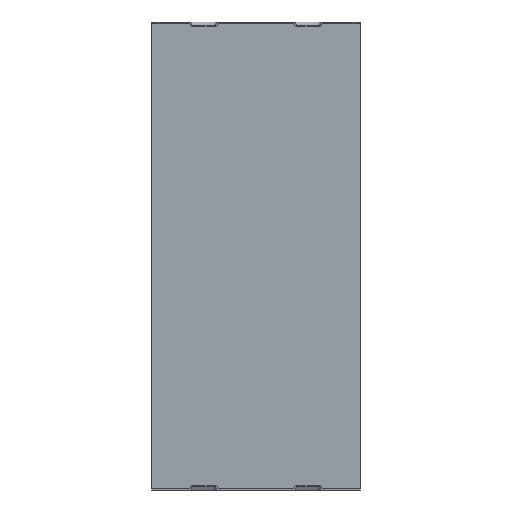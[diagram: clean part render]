
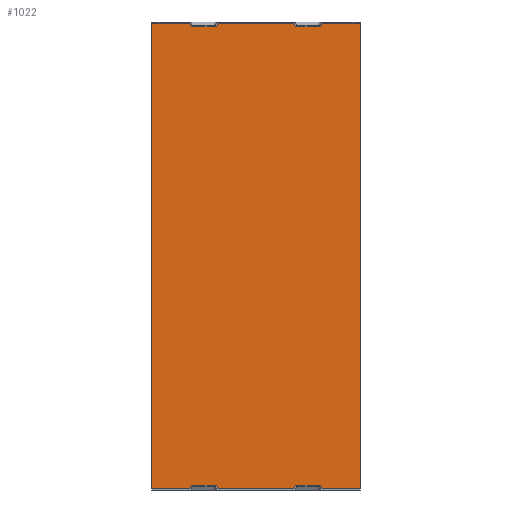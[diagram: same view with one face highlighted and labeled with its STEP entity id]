
A CAD part, front view. The second image highlights one B-rep face of the part: STEP entity #1022.
In plain terms, the highlighted planar face has unit normal (0, -1, 0).
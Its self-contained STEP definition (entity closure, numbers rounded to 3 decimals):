
#53=FACE_OUTER_BOUND('',#103,.T.);
#103=EDGE_LOOP('',(#790,#791,#792,#793,#794,#795,#796,#797));
#165=LINE('',#1523,#277);
#194=LINE('',#1614,#306);
#216=LINE('',#1658,#328);
#217=LINE('',#1660,#329);
#218=LINE('',#1662,#330);
#219=LINE('',#1663,#331);
#220=LINE('',#1665,#332);
#221=LINE('',#1666,#333);
#277=VECTOR('',#1223,10.);
#306=VECTOR('',#1304,10.);
#328=VECTOR('',#1346,10.);
#329=VECTOR('',#1347,10.);
#330=VECTOR('',#1348,10.);
#331=VECTOR('',#1349,10.);
#332=VECTOR('',#1350,10.);
#333=VECTOR('',#1351,10.);
#423=VERTEX_POINT('',#1520);
#424=VERTEX_POINT('',#1522);
#459=VERTEX_POINT('',#1611);
#460=VERTEX_POINT('',#1613);
#472=VERTEX_POINT('',#1657);
#473=VERTEX_POINT('',#1659);
#474=VERTEX_POINT('',#1661);
#475=VERTEX_POINT('',#1664);
#526=EDGE_CURVE('',#424,#423,#165,.T.);
#571=EDGE_CURVE('',#460,#459,#194,.T.);
#596=EDGE_CURVE('',#472,#460,#216,.T.);
#597=EDGE_CURVE('',#473,#459,#217,.T.);
#598=EDGE_CURVE('',#474,#473,#218,.T.);
#599=EDGE_CURVE('',#474,#424,#219,.T.);
#600=EDGE_CURVE('',#475,#423,#220,.T.);
#601=EDGE_CURVE('',#472,#475,#221,.T.);
#790=ORIENTED_EDGE('',*,*,#596,.T.);
#791=ORIENTED_EDGE('',*,*,#571,.T.);
#792=ORIENTED_EDGE('',*,*,#597,.F.);
#793=ORIENTED_EDGE('',*,*,#598,.F.);
#794=ORIENTED_EDGE('',*,*,#599,.T.);
#795=ORIENTED_EDGE('',*,*,#526,.T.);
#796=ORIENTED_EDGE('',*,*,#600,.F.);
#797=ORIENTED_EDGE('',*,*,#601,.F.);
#925=PLANE('',#1123);
#1022=ADVANCED_FACE('',(#53),#925,.F.);
#1123=AXIS2_PLACEMENT_3D('',#1656,#1344,#1345);
#1223=DIRECTION('',(1.,0.,0.));
#1304=DIRECTION('',(-1.,0.,0.));
#1344=DIRECTION('center_axis',(0.,1.,0.));
#1345=DIRECTION('ref_axis',(0.,0.,1.));
#1346=DIRECTION('',(0.,0.,1.));
#1347=DIRECTION('',(0.,0.,1.));
#1348=DIRECTION('',(0.,0.,1.));
#1349=DIRECTION('',(0.,0.,-1.));
#1350=DIRECTION('',(0.,0.,-1.));
#1351=DIRECTION('',(0.,0.,-1.));
#1520=CARTESIAN_POINT('',(0.,-1.,-403.5));
#1522=CARTESIAN_POINT('',(-180.,-1.,-403.5));
#1523=CARTESIAN_POINT('',(-90.,-1.,-403.5));
#1611=CARTESIAN_POINT('',(-180.,-1.,-1.));
#1613=CARTESIAN_POINT('',(0.,-1.,-1.));
#1614=CARTESIAN_POINT('',(-90.,-1.,-1.));
#1656=CARTESIAN_POINT('Origin',(-90.,-1.,-202.25));
#1657=CARTESIAN_POINT('',(0.,-1.,-2.));
#1658=CARTESIAN_POINT('',(0.,-1.,-303.375));
#1659=CARTESIAN_POINT('',(-180.,-1.,-2.));
#1660=CARTESIAN_POINT('',(-180.,-1.,-302.875));
#1661=CARTESIAN_POINT('',(-180.,-1.,-402.5));
#1662=CARTESIAN_POINT('',(-180.,-1.,0.));
#1663=CARTESIAN_POINT('',(-180.,-1.,-302.875));
#1664=CARTESIAN_POINT('',(0.,-1.,-402.5));
#1665=CARTESIAN_POINT('',(0.,-1.,-303.375));
#1666=CARTESIAN_POINT('',(0.,-1.,-404.5));
